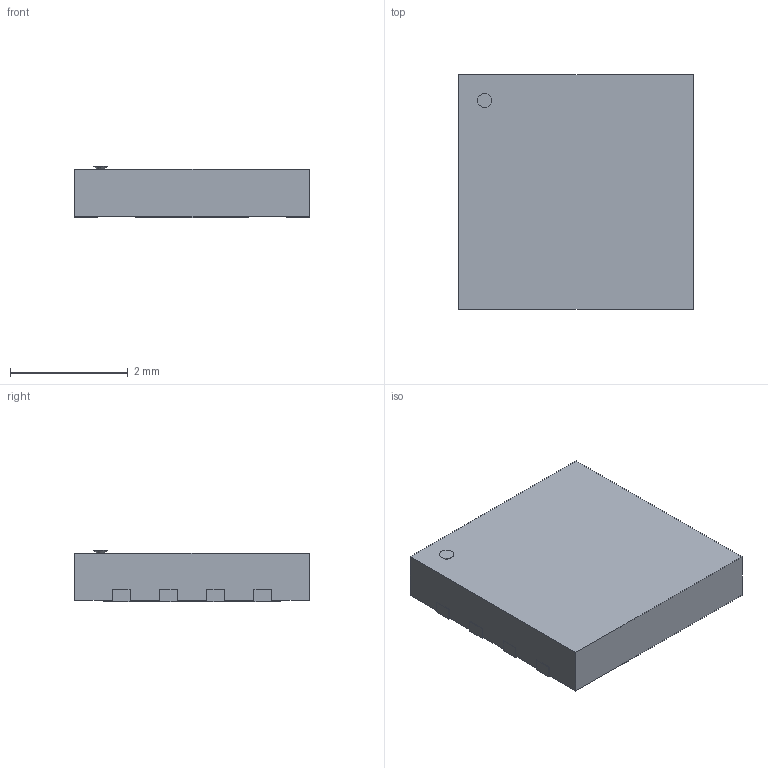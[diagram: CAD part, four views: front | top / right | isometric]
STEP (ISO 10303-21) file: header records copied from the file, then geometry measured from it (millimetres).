
FILE_DESCRIPTION (( 'STEP AP214' ), '1' );
FILE_NAME ('User Library-8wson.STEP', '2018-01-19T16:11:50', ( '' ), ( '' ), 'SwSTEP 2.0', 'SolidWorks 2018', '' );
FILE_SCHEMA (( 'AUTOMOTIVE_DESIGN' ));
Length unit declared in the file: metre
Products named in the file (1): User Library-8wson
Bounding box: 4 x 3.98 x 0.87 mm (x, y, z)
Volume: 12.8 mm3; surface area: 45 mm2
Topology: 1 solids, 1 shells, 63 faces, 177 edges, 118 vertices
Faces by surface type: plane 61, cone 2
Entity records: 2722 total; most frequent: CARTESIAN_POINT 359, ORIENTED_EDGE 354, DIRECTION 309, EDGE_CURVE 177, VECTOR 173, LINE 173, VERTEX_POINT 118, AXIS2_PLACEMENT_3D 68
